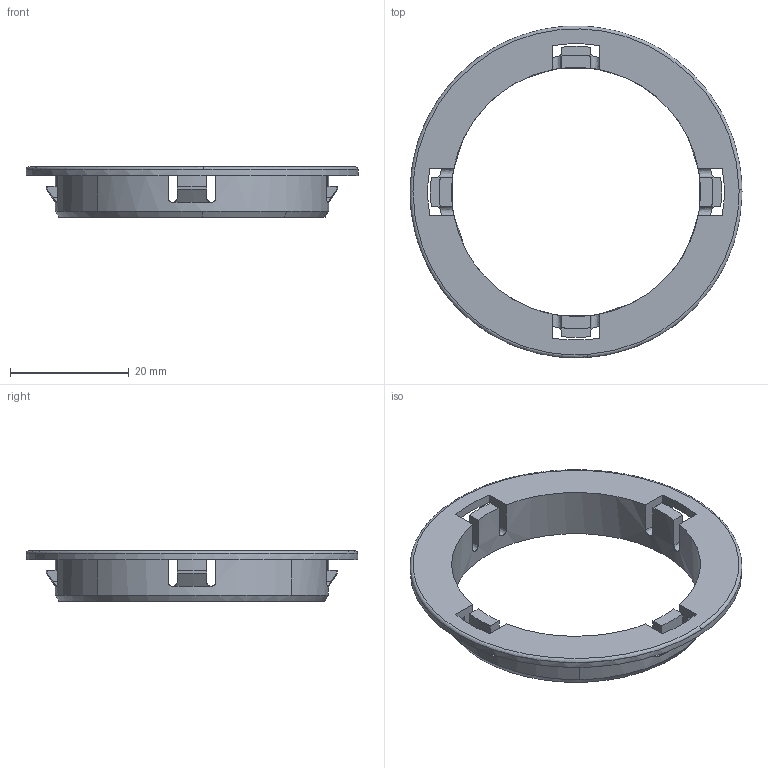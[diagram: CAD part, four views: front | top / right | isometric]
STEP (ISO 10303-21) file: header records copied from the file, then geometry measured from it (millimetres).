
FILE_DESCRIPTION((''),'2;1');
FILE_NAME('','2006-09-08T00:17:16',(''),(''),'','CADfix','');
FILE_SCHEMA(('AUTOMOTIVE_DESIGN'));
Length unit declared in the file: millimetre
Products named in the file (1): grommet
Bounding box: 56 x 55.91 x 8.5 mm (x, y, z)
Volume: 3378.8 mm3; surface area: 4554.1 mm2
Topology: 1 solids, 1 shells, 61 faces, 210 edges, 144 vertices
Faces by surface type: bspline 61
Entity records: 2915 total; most frequent: CARTESIAN_POINT 1767, ORIENTED_EDGE 420, EDGE_CURVE 210, VERTEX_POINT 144, QUASI_UNIFORM_CURVE 112, EDGE_LOOP 64, FACE_OUTER_BOUND 61, ADVANCED_FACE 61
